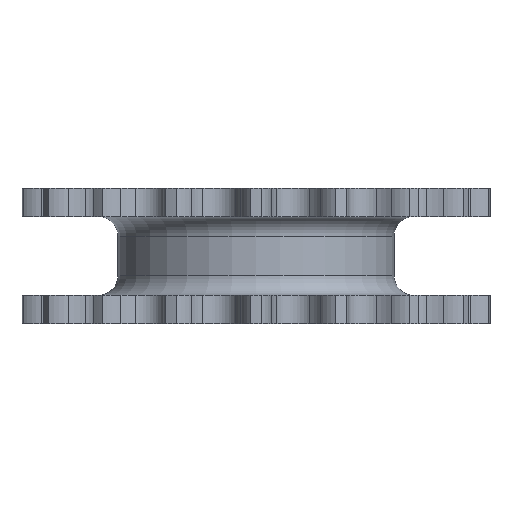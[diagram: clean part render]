
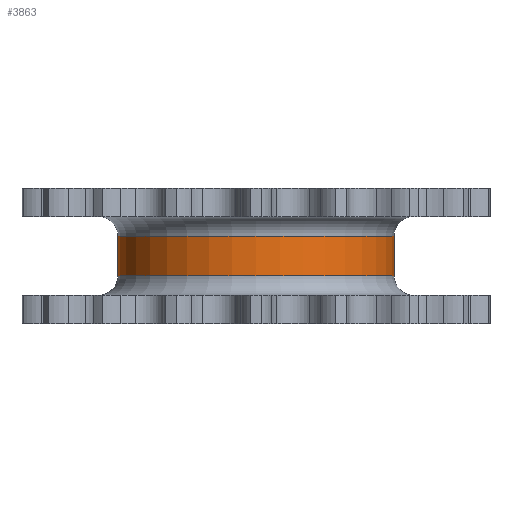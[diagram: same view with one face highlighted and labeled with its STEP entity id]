
A CAD part, front view. The second image highlights one B-rep face of the part: STEP entity #3863.
In plain terms, the highlighted cylindrical face has radius 11.113 mm (diameter 22.225 mm), a full revolution.
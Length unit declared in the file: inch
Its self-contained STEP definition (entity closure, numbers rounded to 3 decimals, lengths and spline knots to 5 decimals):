
#469=CYLINDRICAL_SURFACE('',#4084,0.4375);
#675=FACE_BOUND('',#901,.T.);
#682=FACE_OUTER_BOUND('',#900,.T.);
#900=EDGE_LOOP('',(#2594));
#901=EDGE_LOOP('',(#2595));
#1122=CIRCLE('',#4082,0.4375);
#1124=CIRCLE('',#4085,0.4375);
#1534=VERTEX_POINT('',#6194);
#1536=VERTEX_POINT('',#6199);
#1958=EDGE_CURVE('',#1534,#1534,#1122,.T.);
#1960=EDGE_CURVE('',#1536,#1536,#1124,.T.);
#2594=ORIENTED_EDGE('',*,*,#1960,.F.);
#2595=ORIENTED_EDGE('',*,*,#1958,.F.);
#3863=ADVANCED_FACE('',(#682,#675),#469,.T.);
#4082=AXIS2_PLACEMENT_3D('',#6195,#4714,#4715);
#4084=AXIS2_PLACEMENT_3D('',#6198,#4718,#4719);
#4085=AXIS2_PLACEMENT_3D('',#6200,#4720,#4721);
#4714=DIRECTION('center_axis',(0.,0.,-1.));
#4715=DIRECTION('ref_axis',(0.,1.,0.));
#4718=DIRECTION('center_axis',(0.,0.,-1.));
#4719=DIRECTION('ref_axis',(0.,-1.,0.));
#4720=DIRECTION('center_axis',(0.,0.,1.));
#4721=DIRECTION('ref_axis',(0.,1.,0.));
#6194=CARTESIAN_POINT('',(0.,-0.4375,-0.272));
#6195=CARTESIAN_POINT('Origin',(0.,0.,-0.272));
#6198=CARTESIAN_POINT('Origin',(0.,0.,-0.21));
#6199=CARTESIAN_POINT('',(0.,-0.4375,-0.148));
#6200=CARTESIAN_POINT('Origin',(0.,0.,-0.148));
